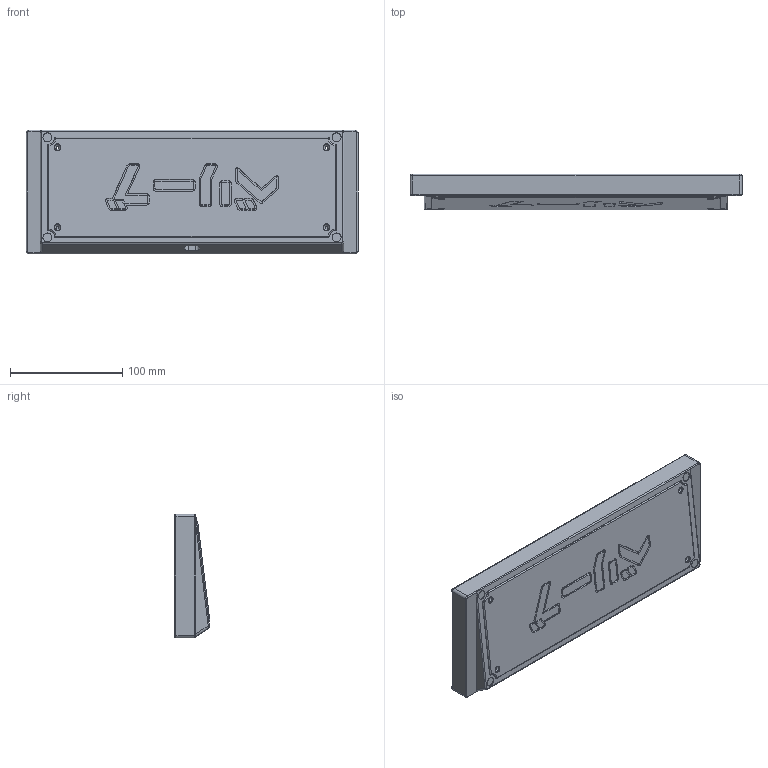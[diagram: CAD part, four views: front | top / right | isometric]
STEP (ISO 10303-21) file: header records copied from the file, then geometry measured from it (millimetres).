
FILE_DESCRIPTION(/* description */ (''),/* implementation_level */ '2;1');
FILE_NAME(/* name */ 'Believe.step',/* time_stamp */ '2024-07-12T21:49:43-04:00',/* author */ (''),/* organization */ (''),/* preprocessor_version */ 'ST-DEVELOPER v20',/* originating_system */ 'Autodesk Translation Framework v13.14.0.145',/* authorisation */ '');
FILE_SCHEMA (('AUTOMOTIVE_DESIGN { 1 0 10303 214 3 1 1 }'));
Length unit declared in the file: millimetre
Products named in the file (1): (Unsaved)
Bounding box: 295.7 x 31.59 x 110.2 mm (x, y, z)
Volume: 331962.3 mm3; surface area: 186781.4 mm2
Topology: 3 solids, 3 shells, 660 faces, 1832 edges, 1194 vertices
Faces by surface type: plane 222, bspline 215, cylinder 195, cone 12, torus 8, sphere 8
Full cylindrical faces by diameter (mm): 2 x2, 2.459 x14, 3 x18, 6 x4, 8 x4
Entity records: 30301 total; most frequent: CARTESIAN_POINT 14596, ORIENTED_EDGE 3654, DIRECTION 2592, EDGE_CURVE 1827, VERTEX_POINT 1194, LINE 974, VECTOR 974, AXIS2_PLACEMENT_3D 809
